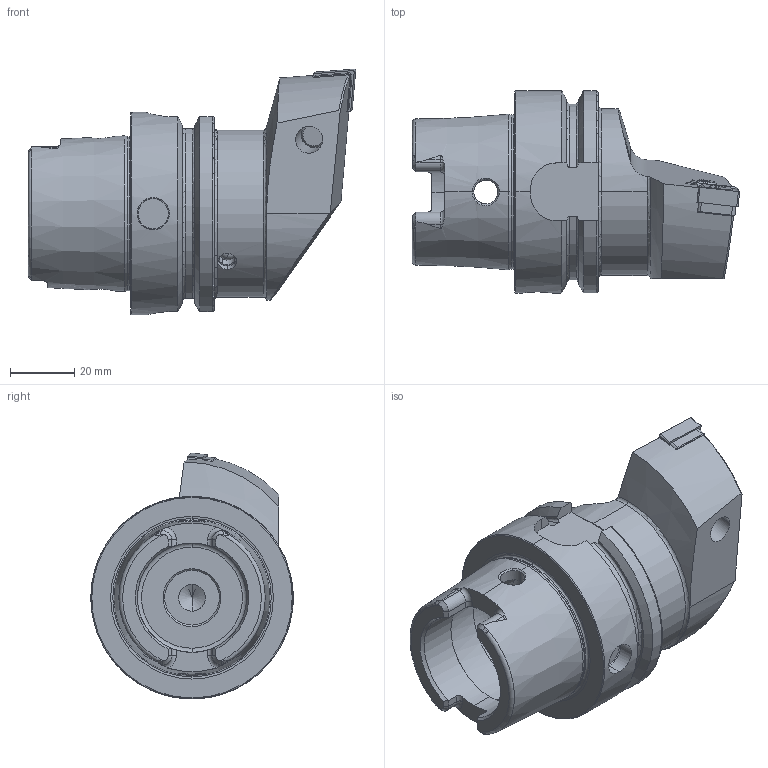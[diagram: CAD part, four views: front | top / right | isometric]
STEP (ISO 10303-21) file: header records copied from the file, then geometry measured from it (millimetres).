
FILE_DESCRIPTION (( 'STEP AP203' ), '1' );
FILE_NAME ('HA6-PCD.LLA.070.STEP', '2012-04-13T11:31:00', ( 'SwiAdmin' ), ( '' ), 'SwSTEP 2.0', 'SolidWorks 2012', '' );
FILE_SCHEMA (( 'CONFIG_CONTROL_DESIGN' ));
Length unit declared in the file: millimetre
Products named in the file (8): HA6-PCD.LLA.070; KVT_MB_600_060; WCD; WCD-ER3.101.000_A; WCD-ER4.101.017_A; CNMG120404; WCD-ER2.101.003_A; HA6-PCD.LLA.070_A
Assembly tree (7 placements, depth 3):
  HA6-PCD.LLA.070
    HA6-PCD.LLA.070_A
    WCD-ER2.101.003_A
    CNMG120404
    WCD
      WCD-ER4.101.017_A
      WCD-ER3.101.000_A
    KVT_MB_600_060
Bounding box: 101.9 x 63 x 76.5 mm (x, y, z)
Volume: 144822.6 mm3; surface area: 32887.7 mm2
Topology: 7 solids, 7 shells, 371 faces, 946 edges, 578 vertices
Faces by surface type: plane 118, cylinder 105, cone 92, torus 37, bspline 17, sphere 2
Entity records: 13596 total; most frequent: CARTESIAN_POINT 4192, ORIENTED_EDGE 1858, DIRECTION 1735, EDGE_CURVE 929, AXIS2_PLACEMENT_3D 671, VERTEX_POINT 575, LINE 393, VECTOR 393
